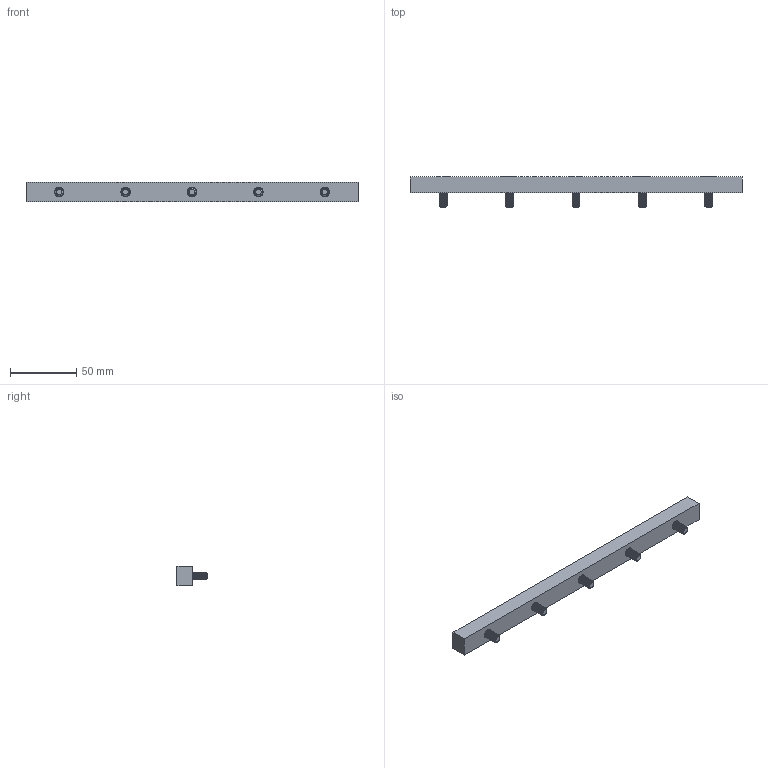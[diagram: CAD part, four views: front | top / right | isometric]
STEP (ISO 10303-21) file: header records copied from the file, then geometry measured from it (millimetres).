
FILE_DESCRIPTION (( 'STEP AP203' ), '1' );
FILE_NAME ('83240.STEP', '2021-09-14T15:28:44', ( '' ), ( '' ), 'SwSTEP 2.0', 'SolidWorks 2021', '' );
FILE_SCHEMA (( 'CONFIG_CONTROL_DESIGN' ));
Length unit declared in the file: inch
Products named in the file (3): 83240; 832401_832401; M616MM SHCS_M616MM SHCS 
Assembly tree (6 placements, depth 2):
  83240
    832401_832401
    M616MM SHCS_M616MM SHCS   x5
Bounding box: 250 x 22.73 x 15 mm (x, y, z)
Volume: 44848.8 mm3; surface area: 19391.4 mm2
Topology: 6 solids, 6 shells, 491 faces, 1312 edges, 848 vertices
Faces by surface type: cylinder 355, cone 65, plane 61, bspline 10
Entity records: 6525 total; most frequent: CARTESIAN_POINT 3423, ORIENTED_EDGE 640, DIRECTION 498, EDGE_CURVE 320, VERTEX_POINT 208, AXIS2_PLACEMENT_3D 191, EDGE_LOOP 140, ADVANCED_FACE 123
